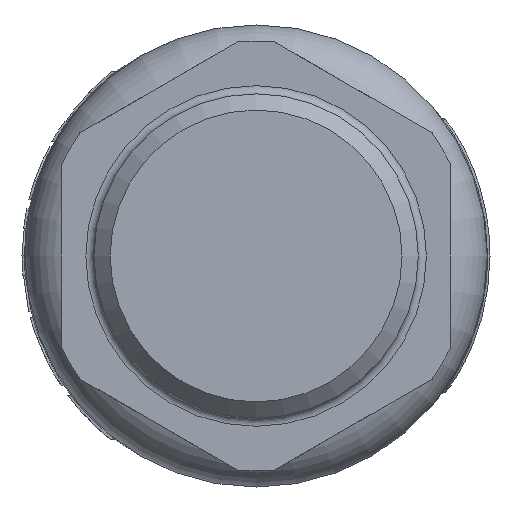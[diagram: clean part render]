
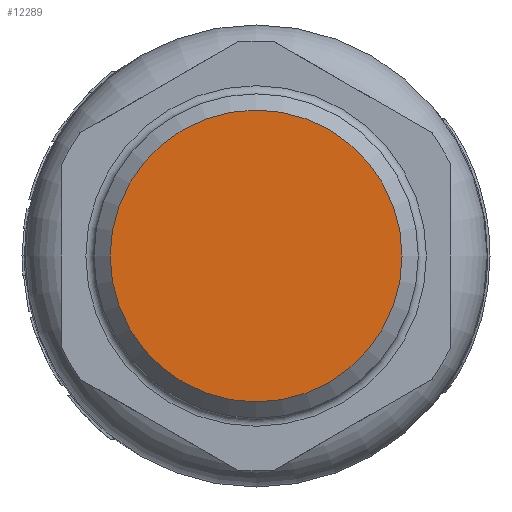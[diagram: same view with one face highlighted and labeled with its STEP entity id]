
A CAD part, left-side view. The second image highlights one B-rep face of the part: STEP entity #12289.
In plain terms, the highlighted planar face has unit normal (-1, 0, 0).
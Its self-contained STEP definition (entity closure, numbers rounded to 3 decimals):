
#1667=PLANE('',#13004);
#2051=FACE_OUTER_BOUND('',#2742,.T.);
#2742=EDGE_LOOP('',(#8805));
#3309=CIRCLE('',#13005,9.);
#4869=VERTEX_POINT('',#21005);
#6327=EDGE_CURVE('',#4869,#4869,#3309,.T.);
#8805=ORIENTED_EDGE('',*,*,#6327,.F.);
#12289=ADVANCED_FACE('',(#2051),#1667,.T.);
#13004=AXIS2_PLACEMENT_3D('',#21004,#14689,#14690);
#13005=AXIS2_PLACEMENT_3D('',#21006,#14691,#14692);
#14689=DIRECTION('center_axis',(-1.,0.,0.));
#14690=DIRECTION('ref_axis',(0.,-1.,0.));
#14691=DIRECTION('center_axis',(1.,0.,0.));
#14692=DIRECTION('ref_axis',(0.,0.,
-1.));
#21004=CARTESIAN_POINT('Origin',(-46.267,0.,
10.));
#21005=CARTESIAN_POINT('',(-46.267,0.,9.));
#21006=CARTESIAN_POINT('Origin',(-46.267,0.,
0.));
